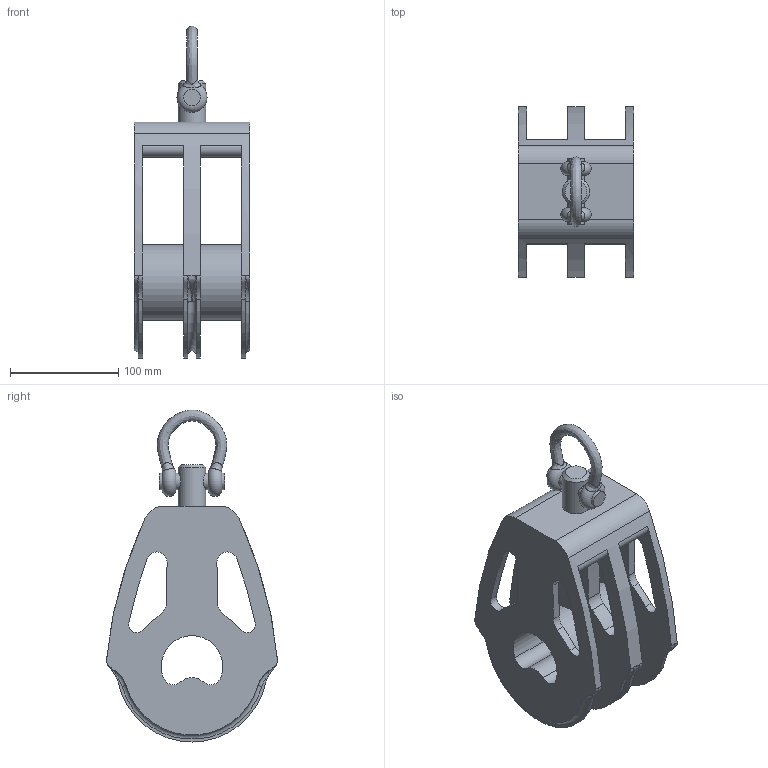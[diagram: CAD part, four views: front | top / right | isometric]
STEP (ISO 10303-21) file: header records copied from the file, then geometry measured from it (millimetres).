
FILE_DESCRIPTION( ( '' ), ' ' );
FILE_NAME( '5bdf9453dc131b14eec08ea4.step', '2018-11-05T00:52:35', ( '' ), ( '' ), ' ', ' ', ' ' );
FILE_SCHEMA( ( 'AUTOMOTIVE_DESIGN { 1 0 10303 214 1 1 1 1 }' ) );
Length unit declared in the file: metre
Products named in the file (1): Double Block
Bounding box: 106.68 x 158.26 x 307.33 mm (x, y, z)
Volume: 1026053.2 mm3; surface area: 202234.6 mm2
Topology: 1 solids, 1 shells, 112 faces, 315 edges, 200 vertices
Faces by surface type: cylinder 39, extrusion 32, bspline 19, plane 16, torus 5, cone 1
Full cylindrical faces by diameter (mm): 15.24 x4, 25.4 x1, 69.85 x2
Entity records: 9327 total; most frequent: CARTESIAN_POINT 5890, ORIENTED_EDGE 578, DIRECTION 394, EDGE_CURVE 289, VERTEX_POINT 197, B_SPLINE_CURVE_WITH_KNOTS 154, EDGE_LOOP 148, AXIS2_PLACEMENT_3D 145
